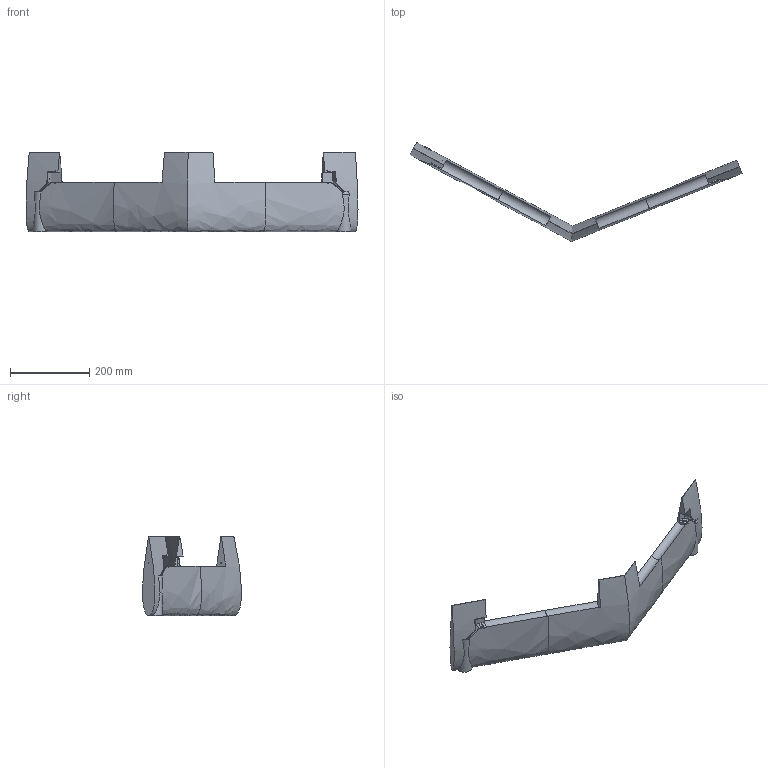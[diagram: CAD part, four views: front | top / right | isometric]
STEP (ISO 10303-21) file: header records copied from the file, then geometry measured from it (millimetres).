
FILE_DESCRIPTION(/* description */ (''),/* implementation_level */ '2;1');
FILE_NAME(/* name */ 'Tailv0.2.3.stp',/* time_stamp */ '2025-11-14T14:12:35-05:00',/* author */ ('mateo'),/* organization */ (''),/* preprocessor_version */ 'ST-DEVELOPER v20.1',/* originating_system */ 'Autodesk Inventor 2026',/* authorisation */ '');
FILE_SCHEMA (('AUTOMOTIVE_DESIGN { 1 0 10303 214 3 1 1 }'));
Length unit declared in the file: millimetre
Products named in the file (1): Tail
Bounding box: 837.39 x 250.37 x 200 mm (x, y, z)
Volume: 3660422.7 mm3; surface area: 373212.5 mm2
Topology: 4 solids, 4 shells, 143 faces, 372 edges, 248 vertices
Faces by surface type: plane 77, bspline 43, cylinder 23
Full cylindrical faces by diameter (mm): 1.5 x4, 2.5 x2
Entity records: 32191 total; most frequent: CARTESIAN_POINT 28989, ORIENTED_EDGE 738, DIRECTION 500, EDGE_CURVE 369, VERTEX_POINT 242, AXIS2_PLACEMENT_3D 185, EDGE_LOOP 159, B_SPLINE_CURVE_WITH_KNOTS 158
